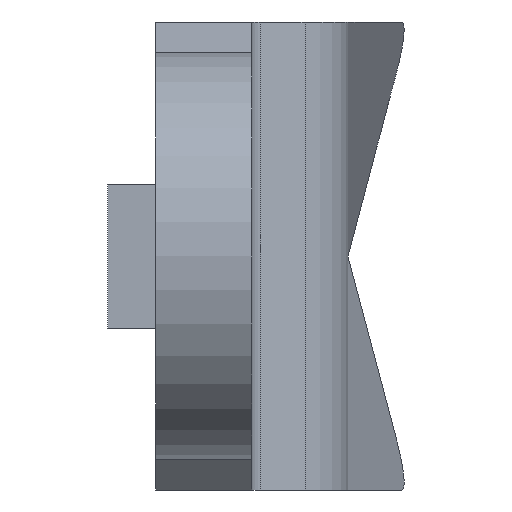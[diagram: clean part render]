
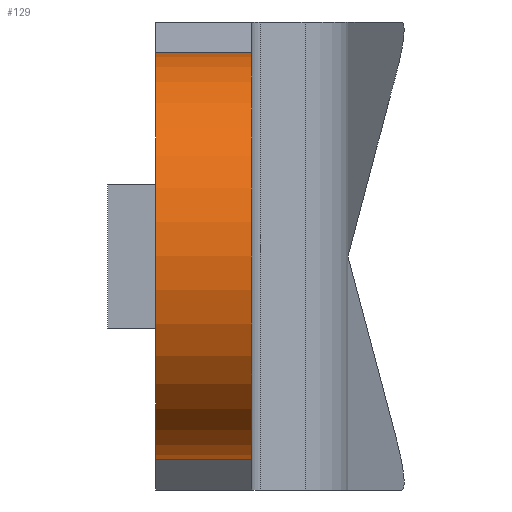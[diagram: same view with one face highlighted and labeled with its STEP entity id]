
A CAD part, left-side view. The second image highlights one B-rep face of the part: STEP entity #129.
In plain terms, the highlighted cylindrical face has radius 8.5 mm (diameter 17 mm), a partial arc.
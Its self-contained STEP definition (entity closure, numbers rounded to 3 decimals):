
#129 = ADVANCED_FACE( '', ( #262 ), #263, .T. );
#262 = FACE_OUTER_BOUND( '', #396, .T. );
#263 = CYLINDRICAL_SURFACE( '', #397, 8.5 );
#396 = EDGE_LOOP( '', ( #720, #721, #722, #723 ) );
#397 = AXIS2_PLACEMENT_3D( '', #724, #725, #726 );
#720 = ORIENTED_EDGE( '', *, *, #922, .T. );
#721 = ORIENTED_EDGE( '', *, *, #947, .F. );
#722 = ORIENTED_EDGE( '', *, *, #905, .F. );
#723 = ORIENTED_EDGE( '', *, *, #937, .F. );
#724 = CARTESIAN_POINT( '', ( 0., 24., 0. ) );
#725 = DIRECTION( '', ( 0., 1., 0. ) );
#726 = DIRECTION( '', ( 0., 0., -1. ) );
#905 = EDGE_CURVE( '', #1118, #1120, #1121, .T. );
#922 = EDGE_CURVE( '', #1138, #1140, #1142, .T. );
#937 = EDGE_CURVE( '', #1138, #1118, #1160, .F. );
#947 = EDGE_CURVE( '', #1120, #1140, #1171, .F. );
#1118 = VERTEX_POINT( '', #1402 );
#1120 = VERTEX_POINT( '', #1404 );
#1121 = LINE( '', #1405, #1406 );
#1138 = VERTEX_POINT( '', #1430 );
#1140 = VERTEX_POINT( '', #1432 );
#1142 = LINE( '', #1434, #1435 );
#1160 = CIRCLE( '', #1462, 8.5 );
#1171 = CIRCLE( '', #1477, 8.5 );
#1402 = CARTESIAN_POINT( '', ( 3.837, 4., 7.585 ) );
#1404 = CARTESIAN_POINT( '', ( 3.837, 0., 7.585 ) );
#1405 = CARTESIAN_POINT( '', ( 3.837, 24., 7.585 ) );
#1406 = VECTOR( '', #1604, 1000. );
#1430 = CARTESIAN_POINT( '', ( 3.837, 4., -7.585 ) );
#1432 = CARTESIAN_POINT( '', ( 3.837, 0., -7.585 ) );
#1434 = CARTESIAN_POINT( '', ( 3.837, 24., -7.585 ) );
#1435 = VECTOR( '', #1623, 1000. );
#1462 = AXIS2_PLACEMENT_3D( '', #1633, #1634, #1635 );
#1477 = AXIS2_PLACEMENT_3D( '', #1643, #1644, #1645 );
#1604 = DIRECTION( '', ( 0., -1., 0. ) );
#1623 = DIRECTION( '', ( 0., -1., 0. ) );
#1633 = CARTESIAN_POINT( '', ( 0., 4., 0. ) );
#1634 = DIRECTION( '', ( 0., -1., 0. ) );
#1635 = DIRECTION( '', ( 0., 0., -1. ) );
#1643 = CARTESIAN_POINT( '', ( 0., 0., 0. ) );
#1644 = DIRECTION( '', ( 0., 1., 0. ) );
#1645 = DIRECTION( '', ( 0., 0., 1. ) );
